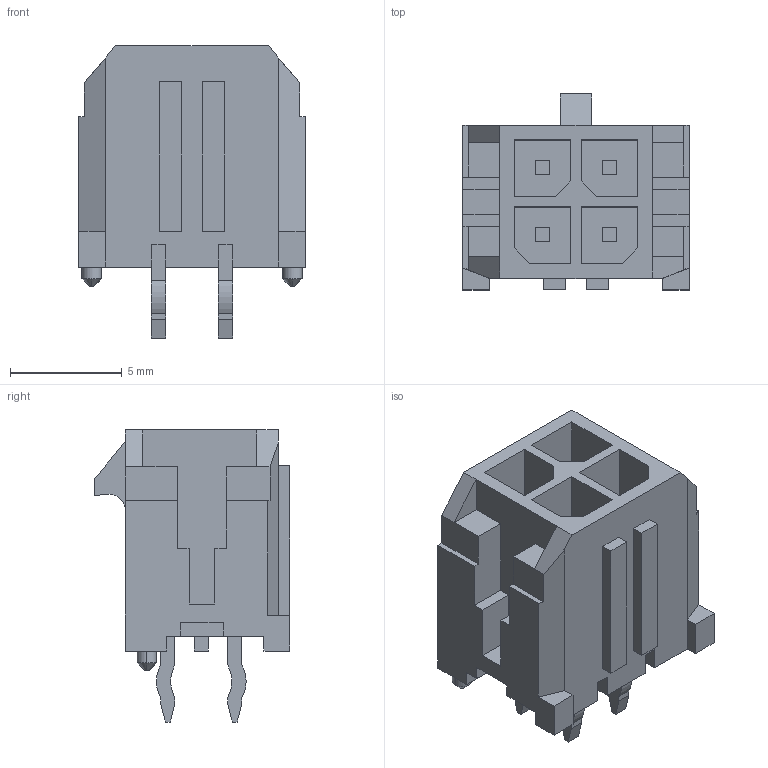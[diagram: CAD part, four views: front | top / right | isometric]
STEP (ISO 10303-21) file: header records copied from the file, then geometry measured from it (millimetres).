
FILE_DESCRIPTION(('STEP AP242'),'1');
FILE_NAME('0430450412.stp','2024-11-04T10:18:06',('TraceParts'),('TraceParts S.A.'),'Spatial InterOp 3D',' ',' ');
FILE_SCHEMA(('AP242_MANAGED_MODEL_BASED_3D_ENGINEERING_MIM_LF {1 0 10303 442 1 1 4}'));
Length unit declared in the file: millimetre
Products named in the file (1): 0430450412_1
Bounding box: 10.15 x 8.77 x 13.09 mm (x, y, z)
Volume: 436.9 mm3; surface area: 897.4 mm2
Topology: 1 solids, 1 shells, 238 faces, 671 edges, 464 vertices
Faces by surface type: plane 216, cylinder 14, cone 8
Entity records: 7573 total; most frequent: CARTESIAN_POINT 1343, ORIENTED_EDGE 1310, DIRECTION 1203, EDGE_CURVE 655, LINE 619, VECTOR 619, VERTEX_POINT 432, AXIS2_PLACEMENT_3D 292
